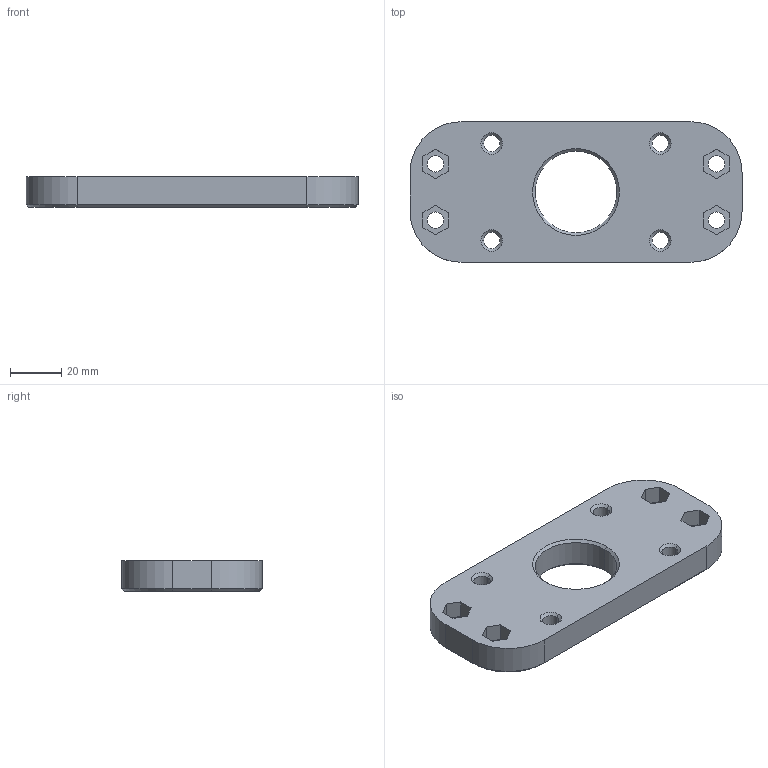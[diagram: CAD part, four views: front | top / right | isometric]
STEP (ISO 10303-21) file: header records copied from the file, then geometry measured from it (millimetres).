
FILE_DESCRIPTION((''),'2;1');
FILE_NAME('ADAPTER_GREIFER','2024-06-25T16:22:41',('mathi'),(''),'CREO PARAMETRIC BY PTC INC, 2023073','CREO PARAMETRIC BY PTC INC, 2023073','');
FILE_SCHEMA(('CONFIG_CONTROL_DESIGN'));
Length unit declared in the file: millimetre
Products named in the file (1): ADAPTER_GREIFER
Bounding box: 130 x 55 x 12 mm (x, y, z)
Volume: 66146.6 mm3; surface area: 18559.5 mm2
Topology: 1 solids, 1 shells, 92 faces, 222 edges, 136 vertices
Faces by surface type: plane 38, cone 32, cylinder 22
Entity records: 2728 total; most frequent: DIRECTION 482, CARTESIAN_POINT 450, ORIENTED_EDGE 444, EDGE_CURVE 222, AXIS2_PLACEMENT_3D 168, VECTOR 146, LINE 146, VERTEX_POINT 136
